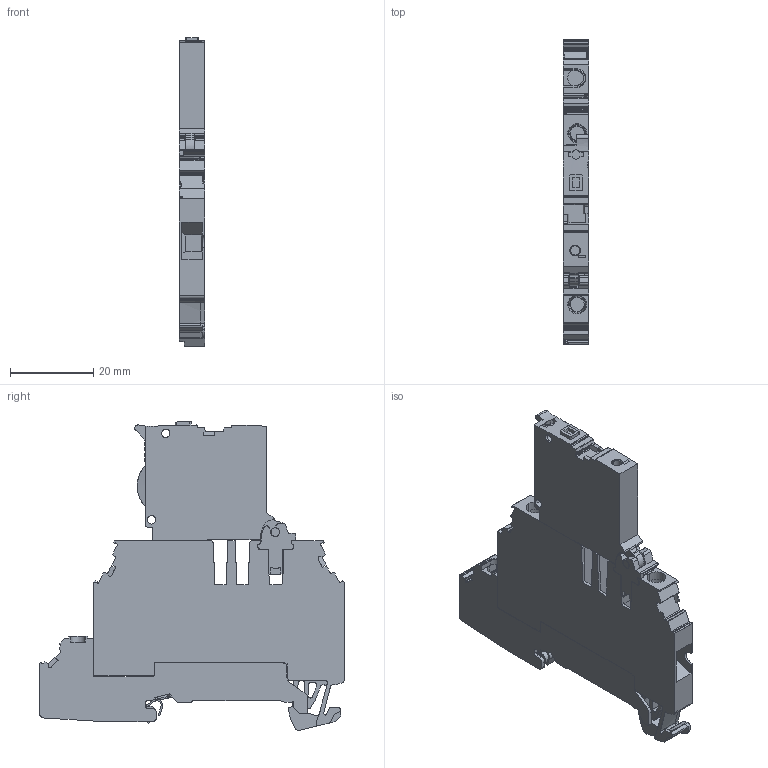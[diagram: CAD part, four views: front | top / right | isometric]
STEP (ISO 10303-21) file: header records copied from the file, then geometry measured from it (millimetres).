
FILE_DESCRIPTION(('CATIA V5 STEP Exchange','CAx-IF Rec.Pracs.--- Model Styling and Organization---1.5--- 2016-08-15','CAx-IF Rec.Pracs.---Supplemental Geometry---1.0---2011-11-01','CAx-IF Rec.Pracs.--- Composite Materials ---1.1---2010-07-15'),'2;1');
FILE_NAME ('1473440-1_1', '2025-09-23T06:40:42+00:00', ('none'), ('Weidmueller'), 'CATIA Version 5-6 Release 2024 SP4', 'CATIA V5 STEP AP214 v3', 'none');
FILE_SCHEMA(('AUTOMOTIVE_DESIGN { 1 0 10303 214 1 1 1 1 }'));
Products named in the file (1): 2893190000
Bounding box: 6.1 x 72.95 x 73.93 mm (x, y, z)
Volume: 17668.3 mm3; surface area: 13529.2 mm2
Topology: 8 solids, 11 shells, 1929 faces, 5460 edges, 3581 vertices
Faces by surface type: plane 1154, cylinder 533, extrusion 95, torus 80, cone 45, bspline 14, sphere 8
Entity records: 63169 total; most frequent: CARTESIAN_POINT 15186, ORIENTED_EDGE 10904, DIRECTION 8212, EDGE_CURVE 5452, VECTOR 4071, LINE 3976, VERTEX_POINT 3581, AXIS2_PLACEMENT_3D 2566
